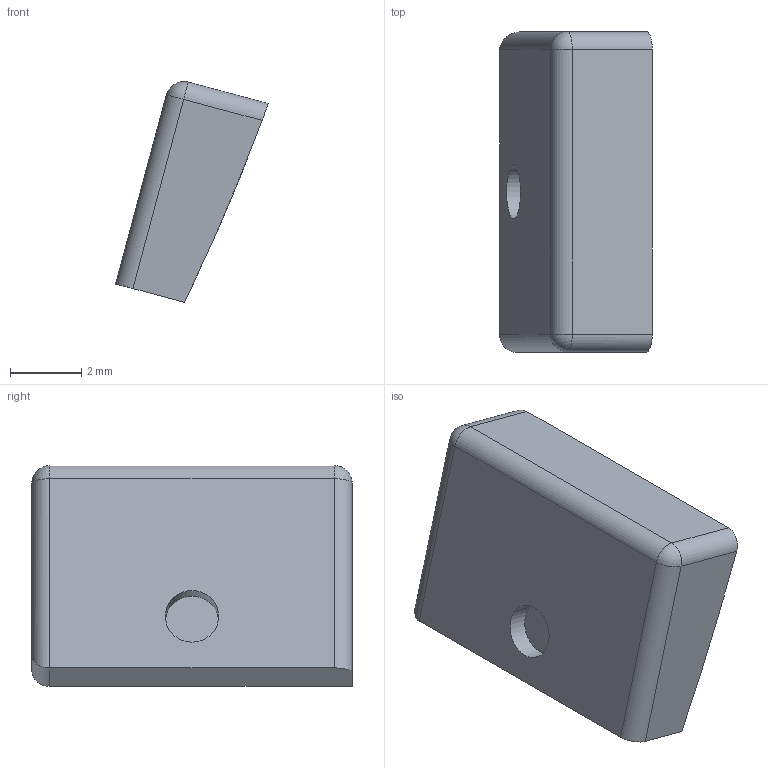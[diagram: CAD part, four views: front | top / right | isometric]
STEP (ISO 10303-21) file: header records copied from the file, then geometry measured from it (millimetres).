
FILE_DESCRIPTION(/* description */ (''),/* implementation_level */ '2;1');
FILE_NAME(/* name */ 'stopper.step',/* time_stamp */ '2022-12-01T11:55:33+08:00',/* author */ (''),/* organization */ (''),/* preprocessor_version */ 'ST-DEVELOPER v19.2',/* originating_system */ 'Autodesk Translation Framework v11.17.0.187',/* authorisation */ '');
FILE_SCHEMA (('AUTOMOTIVE_DESIGN { 1 0 10303 214 3 1 1 }'));
Length unit declared in the file: millimetre
Products named in the file (1): stopper
Bounding box: 4.28 x 9 x 6.2 mm (x, y, z)
Volume: 130.6 mm3; surface area: 177.9 mm2
Topology: 1 solids, 1 shells, 16 faces, 32 edges, 19 vertices
Faces by surface type: cylinder 8, plane 6, sphere 2
Full cylindrical faces by diameter (mm): 1.5 x1
Entity records: 466 total; most frequent: CARTESIAN_POINT 95, DIRECTION 75, ORIENTED_EDGE 64, EDGE_CURVE 32, AXIS2_PLACEMENT_3D 29, VERTEX_POINT 19, EDGE_LOOP 17, LINE 17
